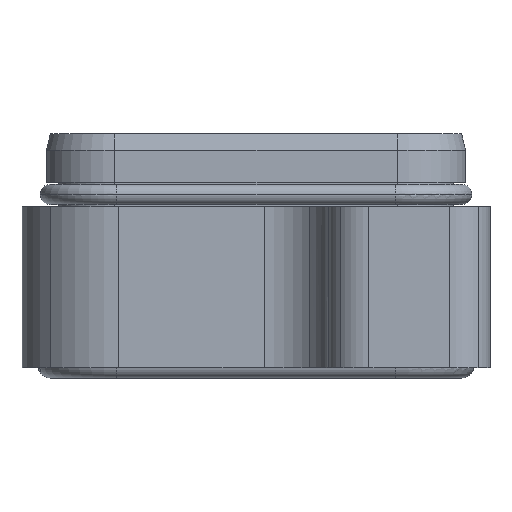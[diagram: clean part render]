
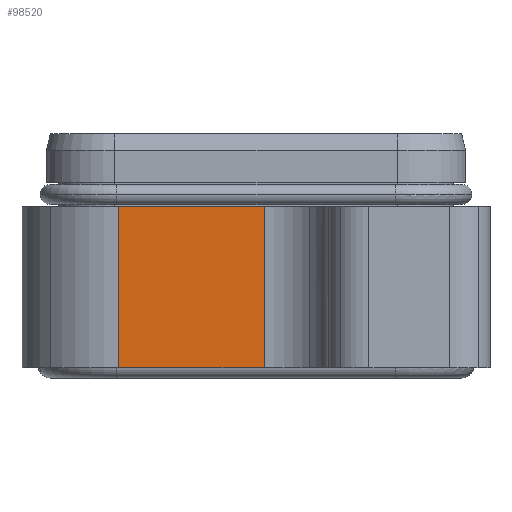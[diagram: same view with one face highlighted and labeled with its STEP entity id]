
A CAD part, left-side view. The second image highlights one B-rep face of the part: STEP entity #98520.
In plain terms, the highlighted planar face has unit normal (-1, 0, 0).
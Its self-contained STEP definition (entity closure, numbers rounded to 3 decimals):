
#16930=CARTESIAN_POINT('',(-64.,17.,20.));
#16940=VERTEX_POINT('',#16930);
#16990=CARTESIAN_POINT('',(-64.,17.,0.));
#17000=DIRECTION('',(0.,0.,1.));
#17010=VECTOR('',#17000,20.);
#17020=LINE('',#16990,#17010);
#17030=CARTESIAN_POINT('',(-64.,17.,0.));
#17040=VERTEX_POINT('',#17030);
#17050=EDGE_CURVE('',#17040,#16940,#17020,.T.);
#63130=CARTESIAN_POINT('',(-64.,17.,0.));
#63140=DIRECTION('',(0.,-1.,0.));
#63150=VECTOR('',#63140,18.);
#63160=LINE('',#63130,#63150);
#63170=CARTESIAN_POINT('',(-64.,-1.,0.));
#63180=VERTEX_POINT('',#63170);
#63190=EDGE_CURVE('',#17040,#63180,#63160,.T.);
#97840=CARTESIAN_POINT('',(-64.,-1.,20.));
#97850=DIRECTION('',(0.,0.,-1.));
#97860=VECTOR('',#97850,20.);
#97870=LINE('',#97840,#97860);
#97880=CARTESIAN_POINT('',(-64.,-1.,20.));
#97890=VERTEX_POINT('',#97880);
#97900=EDGE_CURVE('',#97890,#63180,#97870,.T.);
#98360=CARTESIAN_POINT('',(-64.,-9.,0.));
#98370=DIRECTION('',(-1.,0.,0.));
#98380=DIRECTION('',(0.,0.,-1.));
#98390=AXIS2_PLACEMENT_3D('',#98360,#98370,#98380);
#98400=PLANE('',#98390);
#98410=ORIENTED_EDGE('',*,*,#97900,.F.);
#98420=ORIENTED_EDGE('',*,*,#63190,.T.);
#98430=ORIENTED_EDGE('',*,*,#17050,.F.);
#98440=CARTESIAN_POINT('',(-64.,-1.,20.));
#98450=DIRECTION('',(0.,1.,0.));
#98460=VECTOR('',#98450,18.);
#98470=LINE('',#98440,#98460);
#98480=EDGE_CURVE('',#97890,#16940,#98470,.T.);
#98490=ORIENTED_EDGE('',*,*,#98480,.T.);
#98500=EDGE_LOOP('',(#98490,#98430,#98420,#98410));
#98510=FACE_OUTER_BOUND('',#98500,.T.);
#98520=ADVANCED_FACE('',(#98510),#98400,.T.);
